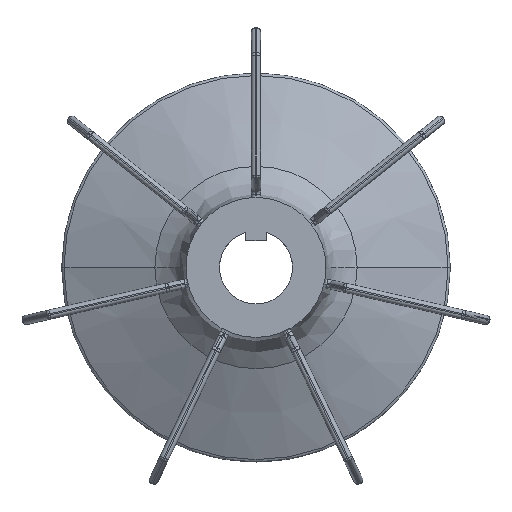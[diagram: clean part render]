
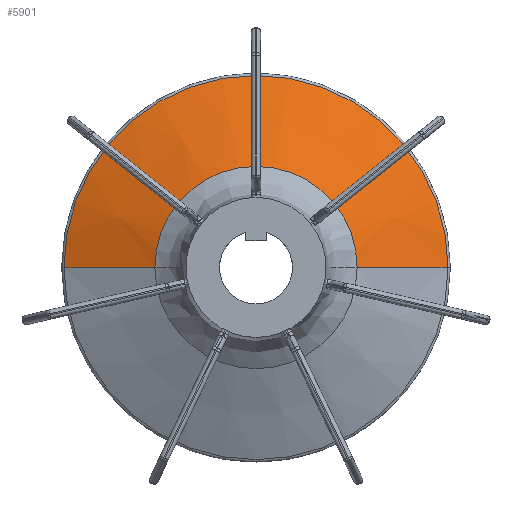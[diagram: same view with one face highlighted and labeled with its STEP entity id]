
A CAD part, top view. The second image highlights one B-rep face of the part: STEP entity #5901.
In plain terms, the highlighted conical face has half-angle 66.478 degrees and reference radius 74.099 mm.
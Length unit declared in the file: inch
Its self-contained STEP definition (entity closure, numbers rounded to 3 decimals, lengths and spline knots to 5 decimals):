
#767 = CARTESIAN_POINT ( 'NONE',  ( 0.45913, 0., 0. ) ) ;
#894 = VECTOR ( 'NONE', #8101, 39.37008 ) ;
#1462 = DIRECTION ( 'NONE',  ( 1., 0., 0. ) ) ;
#1663 = CARTESIAN_POINT ( 'NONE',  ( -0.14203, 0., 0. ) ) ;
#1937 = ORIENTED_EDGE ( 'NONE', *, *, #6967, .F. ) ;
#2266 = CARTESIAN_POINT ( 'NONE',  ( 0.45913, 0., 1.53614 ) ) ;
#2444 = EDGE_CURVE ( 'NONE', #4486, #8566, #6607, .T. ) ;
#3303 = CARTESIAN_POINT ( 'NONE',  ( 0.45913, 0., -1.53614 ) ) ;
#3356 = ORIENTED_EDGE ( 'NONE', *, *, #2444, .T. ) ;
#3424 = DIRECTION ( 'NONE',  ( 0., 0., 1. ) ) ;
#4201 = CONICAL_SURFACE ( 'NONE', #8979, 2.91727, 1.16 ) ;
#4259 = CARTESIAN_POINT ( 'NONE',  ( -0.14203, 0., -2.91727 ) ) ;
#4297 = CARTESIAN_POINT ( 'NONE',  ( -0.14203, 0., 2.91727 ) ) ;
#4303 = CARTESIAN_POINT ( 'NONE',  ( -0.14203, 0., 0. ) ) ;
#4486 = VERTEX_POINT ( 'NONE', #6887 ) ;
#4629 = VERTEX_POINT ( 'NONE', #3303 ) ;
#4657 = LINE ( 'NONE', #4297, #10101 ) ;
#4966 = ORIENTED_EDGE ( 'NONE', *, *, #9573, .T. ) ;
#5901 = ADVANCED_FACE ( 'NONE', ( #8779 ), #4201, .T. ) ;
#6607 = CIRCLE ( 'NONE', #10724, 2.91727 ) ;
#6635 = VERTEX_POINT ( 'NONE', #2266 ) ;
#6887 = CARTESIAN_POINT ( 'NONE',  ( -0.14203, 0., -2.91727 ) ) ;
#6967 = EDGE_CURVE ( 'NONE', #6635, #8566, #4657, .T. ) ;
#7388 = CIRCLE ( 'NONE', #10284, 1.53614 ) ;
#8101 = DIRECTION ( 'NONE',  ( -0.399, 0., -0.917 ) ) ;
#8260 = DIRECTION ( 'NONE',  ( -1., 0., 0. ) ) ;
#8566 = VERTEX_POINT ( 'NONE', #10047 ) ;
#8779 = FACE_OUTER_BOUND ( 'NONE', #10122, .T. ) ;
#8912 = EDGE_CURVE ( 'NONE', #4629, #4486, #9321, .T. ) ;
#8979 = AXIS2_PLACEMENT_3D ( 'NONE', #1663, #11092, #9073 ) ;
#9073 = DIRECTION ( 'NONE',  ( 0., 0., 1. ) ) ;
#9321 = LINE ( 'NONE', #4259, #894 ) ;
#9573 = EDGE_CURVE ( 'NONE', #6635, #4629, #7388, .T. ) ;
#10047 = CARTESIAN_POINT ( 'NONE',  ( -0.14203, 0., 2.91727 ) ) ;
#10101 = VECTOR ( 'NONE', #11957, 39.37008 ) ;
#10122 = EDGE_LOOP ( 'NONE', ( #4966, #12198, #3356, #1937 ) ) ;
#10284 = AXIS2_PLACEMENT_3D ( 'NONE', #767, #8260, #12087 ) ;
#10724 = AXIS2_PLACEMENT_3D ( 'NONE', #4303, #1462, #3424 ) ;
#11092 = DIRECTION ( 'NONE',  ( -1., 0., 0. ) ) ;
#11957 = DIRECTION ( 'NONE',  ( -0.399, 0., 0.917 ) ) ;
#12087 = DIRECTION ( 'NONE',  ( 0., 0., 1. ) ) ;
#12198 = ORIENTED_EDGE ( 'NONE', *, *, #8912, .T. ) ;
